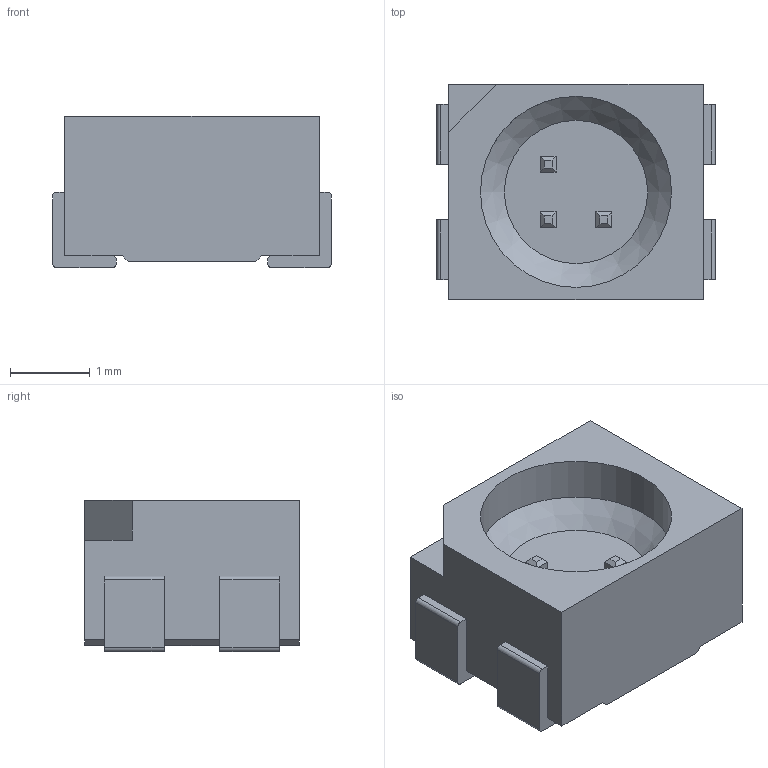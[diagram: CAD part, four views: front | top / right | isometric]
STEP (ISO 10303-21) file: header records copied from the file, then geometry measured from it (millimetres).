
FILE_DESCRIPTION(('FreeCAD Model'),'2;1');
FILE_NAME('3528 rgb led.step', '2018-10-18T22:17:43',('Author'),(''), 'Open CASCADE STEP processor 6.8','FreeCAD','Unknown');
FILE_SCHEMA(('AUTOMOTIVE_DESIGN { 1 0 10303 214 1 1 1 1 }'));
Length unit declared in the file: millimetre
Products named in the file (6): ASSEMBLY; Pocket002; Fillet; Clone_of_Fillet; Clone_of_Clone_of_Fillet; Clone_of_Fillet001
Assembly tree (5 placements, depth 2):
  ASSEMBLY
    Pocket002
    Fillet
    Clone_of_Fillet
    Clone_of_Clone_of_Fillet
    Clone_of_Fillet001
Bounding box: 3.5 x 2.7 x 1.9 mm (x, y, z)
Volume: 12.6 mm3; surface area: 55.7 mm2
Topology: 5 solids, 5 shells, 90 faces, 215 edges, 139 vertices
Faces by surface type: plane 72, cylinder 17, cone 1
Full cylindrical faces by diameter (mm): 2.4 x1
Entity records: 5861 total; most frequent: CARTESIAN_POINT 1042, DIRECTION 835, LINE 564, VECTOR 564, ORIENTED_EDGE 430, PCURVE 430, DEFINITIONAL_REPRESENTATION 430, EDGE_CURVE 215
